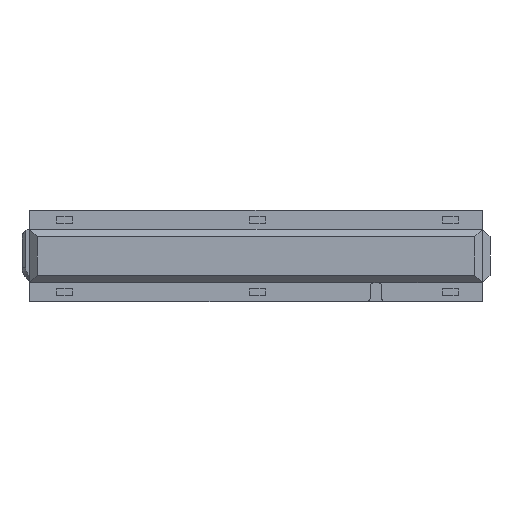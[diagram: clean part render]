
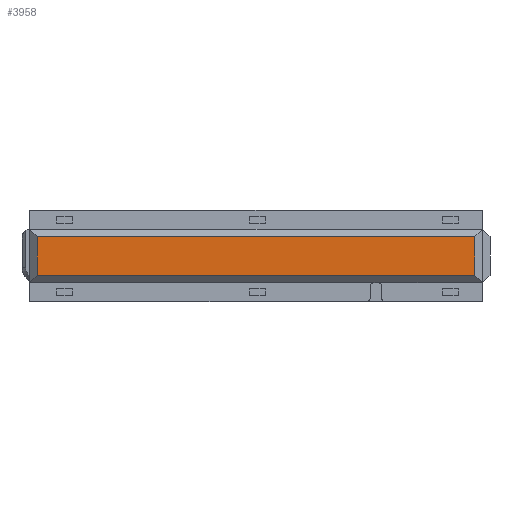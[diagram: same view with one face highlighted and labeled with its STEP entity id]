
A CAD part, left-side view. The second image highlights one B-rep face of the part: STEP entity #3958.
In plain terms, the highlighted planar face has unit normal (-1, 0, 0).
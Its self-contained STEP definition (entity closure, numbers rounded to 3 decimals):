
#209 = ORIENTED_EDGE ( 'NONE', *, *, #3203, .T. ) ;
#294 = VECTOR ( 'NONE', #3993, 1000. ) ;
#300 = CARTESIAN_POINT ( 'NONE',  ( -61.5, 0., -7. ) ) ;
#392 = CARTESIAN_POINT ( 'NONE',  ( -61.5, -57.5, -7. ) ) ;
#673 = LINE ( 'NONE', #300, #4102 ) ;
#826 = FACE_OUTER_BOUND ( 'NONE', #1939, .T. ) ;
#1054 = CARTESIAN_POINT ( 'NONE',  ( -61.5, 57.5, -17. ) ) ;
#1153 = CARTESIAN_POINT ( 'NONE',  ( -61.5, 57.5, 0. ) ) ;
#1160 = DIRECTION ( 'NONE',  ( -1., 0., 0. ) ) ;
#1261 = ORIENTED_EDGE ( 'NONE', *, *, #1701, .T. ) ;
#1362 = ORIENTED_EDGE ( 'NONE', *, *, #2842, .T. ) ;
#1701 = EDGE_CURVE ( 'NONE', #2440, #4960, #673, .T. ) ;
#1939 = EDGE_LOOP ( 'NONE', ( #1261, #209, #1362, #3327 ) ) ;
#2009 = PLANE ( 'NONE',  #4098 ) ;
#2037 = DIRECTION ( 'NONE',  ( 0., 1., 0. ) ) ;
#2267 = CARTESIAN_POINT ( 'NONE',  ( -61.5, -57.5, -17. ) ) ;
#2292 = LINE ( 'NONE', #1153, #3497 ) ;
#2440 = VERTEX_POINT ( 'NONE', #392 ) ;
#2657 = VERTEX_POINT ( 'NONE', #2267 ) ;
#2679 = DIRECTION ( 'NONE',  ( 0., 0., 1. ) ) ;
#2753 = CARTESIAN_POINT ( 'NONE',  ( -61.5, 0., -17. ) ) ;
#2842 = EDGE_CURVE ( 'NONE', #3054, #2657, #3544, .T. ) ;
#3054 = VERTEX_POINT ( 'NONE', #1054 ) ;
#3203 = EDGE_CURVE ( 'NONE', #4960, #3054, #2292, .T. ) ;
#3327 = ORIENTED_EDGE ( 'NONE', *, *, #3581, .T. ) ;
#3497 = VECTOR ( 'NONE', #4339, 1000. ) ;
#3544 = LINE ( 'NONE', #2753, #294 ) ;
#3581 = EDGE_CURVE ( 'NONE', #2657, #2440, #4723, .T. ) ;
#3643 = CARTESIAN_POINT ( 'NONE',  ( -61.5, 0., 0. ) ) ;
#3958 = ADVANCED_FACE ( 'NONE', ( #826 ), #2009, .T. ) ;
#3993 = DIRECTION ( 'NONE',  ( 0., -1., 0. ) ) ;
#4098 = AXIS2_PLACEMENT_3D ( 'NONE', #3643, #1160, #2037 ) ;
#4102 = VECTOR ( 'NONE', #5151, 1000. ) ;
#4329 = VECTOR ( 'NONE', #2679, 1000. ) ;
#4339 = DIRECTION ( 'NONE',  ( 0., 0., -1. ) ) ;
#4498 = CARTESIAN_POINT ( 'NONE',  ( -61.5, 57.5, -7. ) ) ;
#4701 = CARTESIAN_POINT ( 'NONE',  ( -61.5, -57.5, 0. ) ) ;
#4723 = LINE ( 'NONE', #4701, #4329 ) ;
#4960 = VERTEX_POINT ( 'NONE', #4498 ) ;
#5151 = DIRECTION ( 'NONE',  ( 0., 1., 0. ) ) ;
